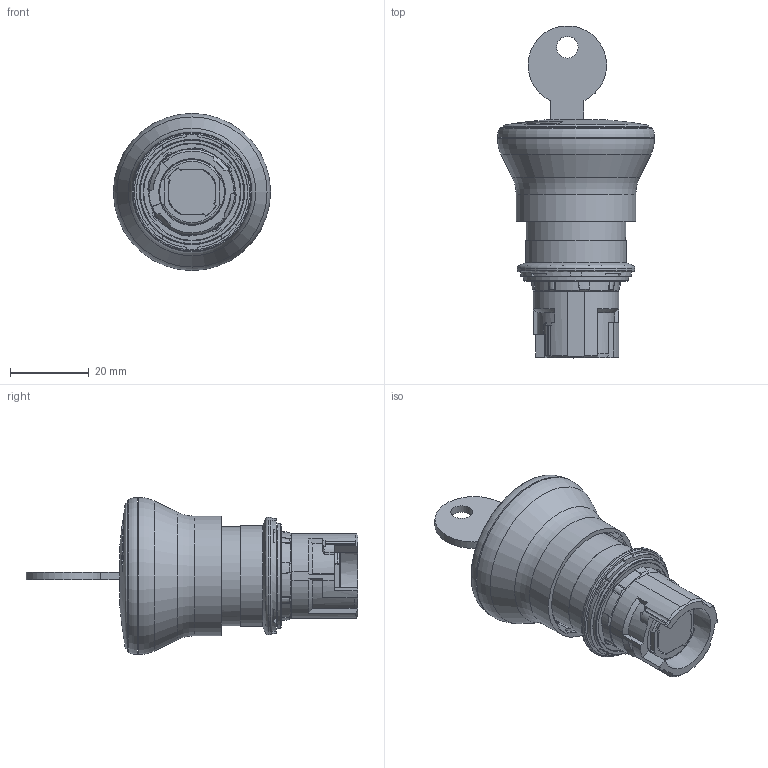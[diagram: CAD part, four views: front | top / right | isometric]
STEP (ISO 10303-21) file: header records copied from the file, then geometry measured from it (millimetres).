
FILE_DESCRIPTION(/* description */ (''),/* implementation_level */ '2;1');
FILE_NAME(/* name */ 'FILE_STP_CAD_DRAWING_LPSB6842_CATALOG_prt.stp',/* time_stamp */ '2020-10-16T13:34:22+02:00',/* author */ (''),/* organization */ (''),/* preprocessor_version */ 'ST-DEVELOPER v16.7',/* originating_system */ 'SIEMENS PLM Software NX 12.0',/* authorisation */ '');
FILE_SCHEMA (('AUTOMOTIVE_DESIGN { 1 0 10303 214 3 1 1 1 }'));
Length unit declared in the file: millimetre
Products named in the file (1): LPSB6842_CATALOG
Bounding box: 40 x 84.46 x 40 mm (x, y, z)
Surface area: 13450.8 mm2 (no closed solid volume)
Topology: 0 solids, 9 shells, 313 faces, 1024 edges, 717 vertices
Faces by surface type: plane 122, cylinder 80, cone 78, torus 15, bspline 15, sphere 3
Full cylindrical faces by diameter (mm): 5.5 x1, 16 x1, 16.2 x1, 25.3 x1, 25.6 x1, 26.4 x1, 30 x1, 30.4 x1, 37 x1
Entity records: 12597 total; most frequent: CARTESIAN_POINT 3878, DIRECTION 1804, ORIENTED_EDGE 1708, EDGE_CURVE 988, AXIS2_PLACEMENT_3D 710, VERTEX_POINT 705, LINE 384, VECTOR 384
